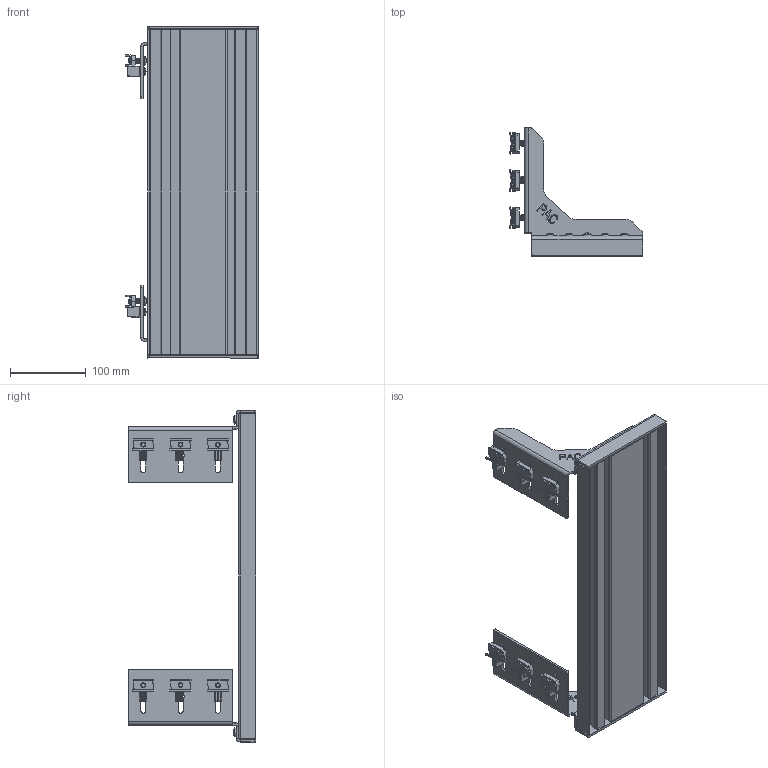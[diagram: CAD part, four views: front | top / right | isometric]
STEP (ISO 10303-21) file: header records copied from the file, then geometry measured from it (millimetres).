
FILE_DESCRIPTION (( 'STEP AP203' ), '1' );
FILE_NAME ('PSM.STEP', '2020-09-25T14:00:06', ( 'admin' ), ( 'Hewlett-Packard Company' ), 'SwSTEP 2.0', 'SolidWorks 2019', '' );
FILE_SCHEMA (( 'CONFIG_CONTROL_DESIGN' ));
Length unit declared in the file: inch
Products named in the file (17): 2049; 2104; 7020 shelf_7020; 2098_HFBOLT 0.25-20x1.25x0.75-C; 2104-202_collapsed; PSM; PSM-LH; PSM-RH; 2104-201_collapsed; 7016
Assembly tree (63 placements, depth 3):
  PSM
    PSM-LH
    7020 shelf_7020
    PSM-RH
    2049  x14
    7016  x14
    2104
      2104-202_collapsed
      2104-201_collapsed
    2098_HFBOLT 0.25-20x1.25x0.75-C  x8
    2104
      2104-202_collapsed
      2104-201_collapsed
    2104
      2104-202_collapsed
      2104-201_collapsed
    2104
      2104-202_collapsed
      2104-201_collapsed
    2104
      2104-202_collapsed
      2104-201_collapsed
    2104
      2104-202_collapsed
      2104-201_collapsed
    2104
      2104-202_collapsed
      2104-201_collapsed
    2104
      2104-202_collapsed
      2104-201_collapsed
Bounding box: 175.54 x 168.28 x 438.15 mm (x, y, z)
Volume: 581391.4 mm3; surface area: 470426.4 mm2
Topology: 77 solids, 77 shells, 3974 faces, 9904 edges, 6150 vertices
Faces by surface type: plane 1544, cone 1388, cylinder 668, bspline 258, torus 116
Entity records: 28851 total; most frequent: CARTESIAN_POINT 6812, ORIENTED_EDGE 3996, DIRECTION 3924, EDGE_CURVE 1998, AXIS2_PLACEMENT_3D 1319, VECTOR 1286, LINE 1286, VERTEX_POINT 1281
